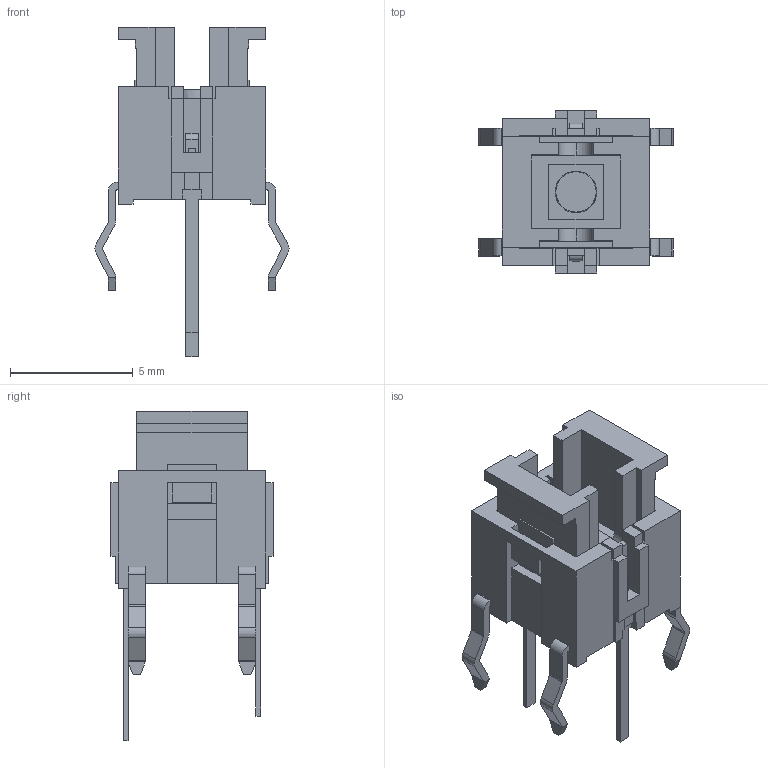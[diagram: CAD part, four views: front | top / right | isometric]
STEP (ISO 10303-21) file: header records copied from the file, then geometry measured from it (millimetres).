
FILE_DESCRIPTION (( 'STEP AP214' ), '1' );
FILE_NAME ('TL1240GQ.STEP', '2020-11-28T14:05:56', ( '' ), ( '' ), 'SwSTEP 2.0', 'SolidWorks 2019', '' );
FILE_SCHEMA (( 'AUTOMOTIVE_DESIGN' ));
Length unit declared in the file: inch
Products named in the file (1): TL1240GQ
Bounding box: 7.9 x 6.6 x 13.4 mm (x, y, z)
Volume: 130.2 mm3; surface area: 535 mm2
Topology: 1 solids, 1 shells, 286 faces, 826 edges, 540 vertices
Faces by surface type: plane 245, cylinder 38, cone 2, bspline 1
Entity records: 13057 total; most frequent: CARTESIAN_POINT 1690, ORIENTED_EDGE 1652, DIRECTION 1476, EDGE_CURVE 826, VECTOR 744, LINE 744, VERTEX_POINT 540, AXIS2_PLACEMENT_3D 366
